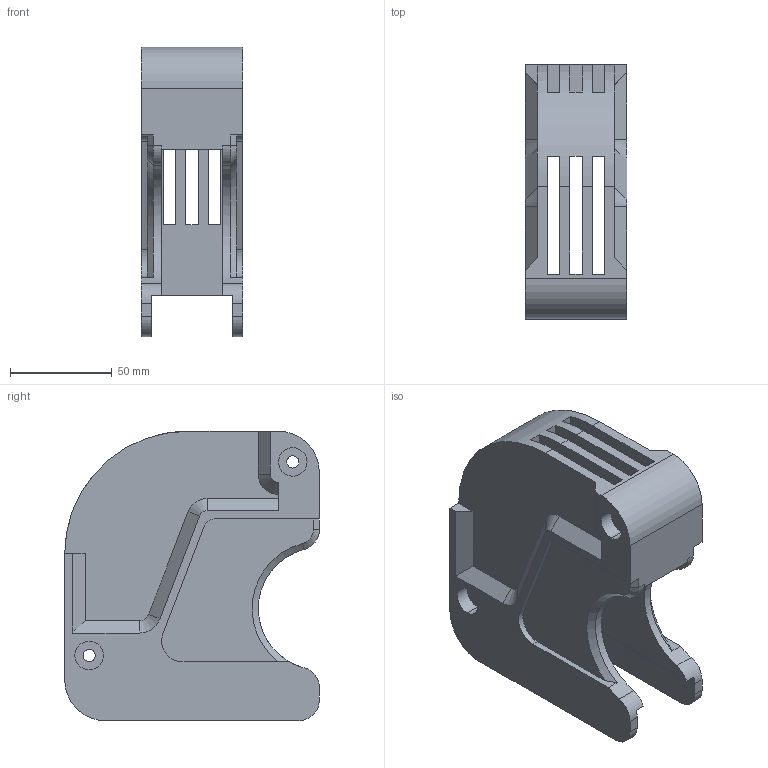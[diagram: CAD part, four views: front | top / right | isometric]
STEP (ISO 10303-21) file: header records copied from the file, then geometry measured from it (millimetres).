
FILE_DESCRIPTION (( 'STEP AP214' ), '1' );
FILE_NAME ('Äóãîãàñèòåëüíà êàìåðà äëÿ ÊÒ - 6033.STEP', '2016-12-25T20:39:39', ( '' ), ( '' ), 'SwSTEP 2.0', 'SolidWorks 2014', '' );
FILE_SCHEMA (( 'AUTOMOTIVE_DESIGN' ));
Length unit declared in the file: millimetre
Products named in the file (1): Äóãîãàñèòåëüíà êàìåðà äëÿ ÊÒ - 6033
Bounding box: 50 x 125 x 142 mm (x, y, z)
Volume: 269408.5 mm3; surface area: 93014.5 mm2
Topology: 1 solids, 1 shells, 109 faces, 326 edges, 214 vertices
Faces by surface type: plane 71, cylinder 28, cone 10
Entity records: 3738 total; most frequent: CARTESIAN_POINT 656, ORIENTED_EDGE 652, DIRECTION 634, EDGE_CURVE 326, VECTOR 234, LINE 234, VERTEX_POINT 214, AXIS2_PLACEMENT_3D 200
